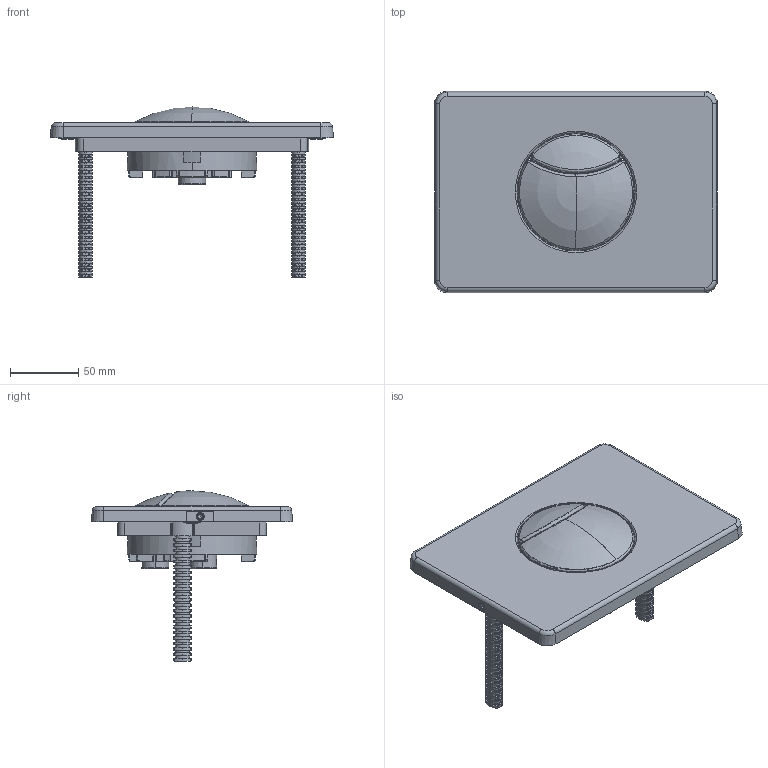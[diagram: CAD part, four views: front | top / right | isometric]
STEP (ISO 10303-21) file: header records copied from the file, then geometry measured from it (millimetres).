
FILE_DESCRIPTION((''),'2;1');
FILE_NAME('16_703_00_S000-BETAETIGUNG_ASM','2022-01-21T14:08:35',('bmuecke'),(''),'CREO PARAMETRIC BY PTC INC, 2020414','CREO PARAMETRIC BY PTC INC, 2020414','');
FILE_SCHEMA(('CONFIG_CONTROL_DESIGN','SHAPE_APPEARANCE_LAYERS_GROUPS'));
Products named in the file (19): PE_983_02_0000-EINHAENGERAHMEN; ED_987_48_0000-PUFFER; PB_056_43_0000-EINHAENGERAHMEN_ASM; EA_983_58_0000-TASTENRAHMEN; EN_983_67_0000-GEWINDESTIFT; PE_983_52_0000-TASTENRAHMEN_AF0; PB_983_52_0000-TASTENRAHMEN_ASM; PE_983_55_0000-FUEHRUNGSKORB; PE_983_53_0000-TASTE-KLEIN; PE_983_54_0000-TASTE-GROSS; EA_983_59_0000-KAPPE-KLEIN; EA_983_60_0000-KAPPE-GROSS; EN_983_06_0000_DRUCKFEDER_AF0; EN_983_06_0000_DRUCKFEDER_AF1; PB_082_28_0000-TASTE_ASM; PE_983_12_0000-DISTANZSTANGE; EN_823_99-PT-SCHRAUBE_5X16; PB_080_38_0000-PAECKCHEN_ASM; 16_703_00_S000-BETAETIGUNG_ASM
Assembly tree (21 placements, depth 4):
  16_703_00_S000-BETAETIGUNG_ASM
    PB_056_43_0000-EINHAENGERAHMEN_ASM
      PE_983_02_0000-EINHAENGERAHMEN
      ED_987_48_0000-PUFFER  x2
    PB_082_28_0000-TASTE_ASM
      EA_983_58_0000-TASTENRAHMEN
      EN_983_67_0000-GEWINDESTIFT
      PB_983_52_0000-TASTENRAHMEN_ASM
        PE_983_52_0000-TASTENRAHMEN_AF0
      PE_983_55_0000-FUEHRUNGSKORB
      PE_983_53_0000-TASTE-KLEIN
      PE_983_54_0000-TASTE-GROSS
      EA_983_59_0000-KAPPE-KLEIN
      EA_983_60_0000-KAPPE-GROSS
      EN_983_06_0000_DRUCKFEDER_AF0
      EN_983_06_0000_DRUCKFEDER_AF1
    PB_080_38_0000-PAECKCHEN_ASM
      PE_983_12_0000-DISTANZSTANGE  x2
      EN_823_99-PT-SCHRAUBE_5X16  x2
Bounding box: 207.4 x 147.6 x 124.8 mm (x, y, z)
Volume: 261843.8 mm3; surface area: 271805 mm2
Topology: 17 solids, 19 shells, 2983 faces, 7808 edges, 4858 vertices
Faces by surface type: plane 1029, cylinder 991, cone 338, extrusion 226, bspline 177, torus 162, sphere 60
Entity records: 114233 total; most frequent: CARTESIAN_POINT 35693, ORIENTED_EDGE 11840, DIRECTION 10440, PRESENTATION_STYLE_ASSIGNMENT 6155, STYLED_ITEM 6132, EDGE_CURVE 5924, CURVE_STYLE 4649, AXIS2_PLACEMENT_3D 4018
